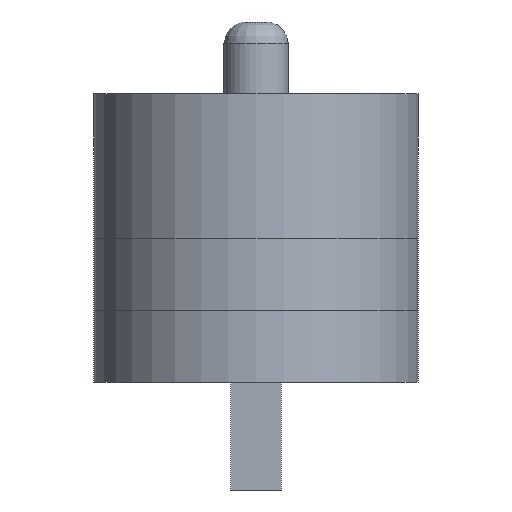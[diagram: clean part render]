
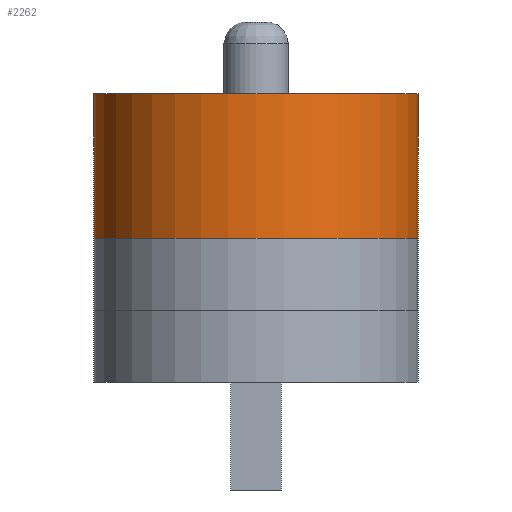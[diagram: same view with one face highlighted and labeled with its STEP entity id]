
A CAD part, left-side view. The second image highlights one B-rep face of the part: STEP entity #2262.
In plain terms, the highlighted cylindrical face has radius 2.25 mm (diameter 4.5 mm), a partial arc.
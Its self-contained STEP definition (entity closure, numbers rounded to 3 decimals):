
#2028 = VERTEX_POINT('',#2029);
#2029 = CARTESIAN_POINT('',(3.77,2.25,1.));
#2035 = EDGE_CURVE('',#2028,#2036,#2038,.T.);
#2036 = VERTEX_POINT('',#2037);
#2037 = CARTESIAN_POINT('',(3.77,2.25,3.));
#2038 = LINE('',#2039,#2040);
#2039 = CARTESIAN_POINT('',(3.77,2.25,-1.));
#2040 = VECTOR('',#2041,1.);
#2041 = DIRECTION('',(0.,0.,1.));
#2178 = VERTEX_POINT('',#2179);
#2179 = CARTESIAN_POINT('',(3.77,-2.25,3.));
#2185 = EDGE_CURVE('',#2186,#2178,#2188,.T.);
#2186 = VERTEX_POINT('',#2187);
#2187 = CARTESIAN_POINT('',(3.77,-2.25,1.));
#2188 = LINE('',#2189,#2190);
#2189 = CARTESIAN_POINT('',(3.77,-2.25,-1.));
#2190 = VECTOR('',#2191,1.);
#2191 = DIRECTION('',(0.,0.,1.));
#2240 = EDGE_CURVE('',#2186,#2028,#2241,.T.);
#2241 = CIRCLE('',#2242,2.25);
#2242 = AXIS2_PLACEMENT_3D('',#2243,#2244,#2245);
#2243 = CARTESIAN_POINT('',(3.77,0.,1.));
#2244 = DIRECTION('',(0.,0.,-1.));
#2245 = DIRECTION('',(1.,0.,0.));
#2262 = ADVANCED_FACE('',(#2263),#2275,.T.);
#2263 = FACE_BOUND('',#2264,.F.);
#2264 = EDGE_LOOP('',(#2265,#2266,#2267,#2274));
#2265 = ORIENTED_EDGE('',*,*,#2240,.T.);
#2266 = ORIENTED_EDGE('',*,*,#2035,.T.);
#2267 = ORIENTED_EDGE('',*,*,#2268,.T.);
#2268 = EDGE_CURVE('',#2036,#2178,#2269,.T.);
#2269 = CIRCLE('',#2270,2.25);
#2270 = AXIS2_PLACEMENT_3D('',#2271,#2272,#2273);
#2271 = CARTESIAN_POINT('',(3.77,0.,3.));
#2272 = DIRECTION('',(0.,0.,1.));
#2273 = DIRECTION('',(1.,0.,0.));
#2274 = ORIENTED_EDGE('',*,*,#2185,.F.);
#2275 = CYLINDRICAL_SURFACE('',#2276,2.25);
#2276 = AXIS2_PLACEMENT_3D('',#2277,#2278,#2279);
#2277 = CARTESIAN_POINT('',(3.77,0.,-1.));
#2278 = DIRECTION('',(-0.,-0.,-1.));
#2279 = DIRECTION('',(1.,0.,0.));
